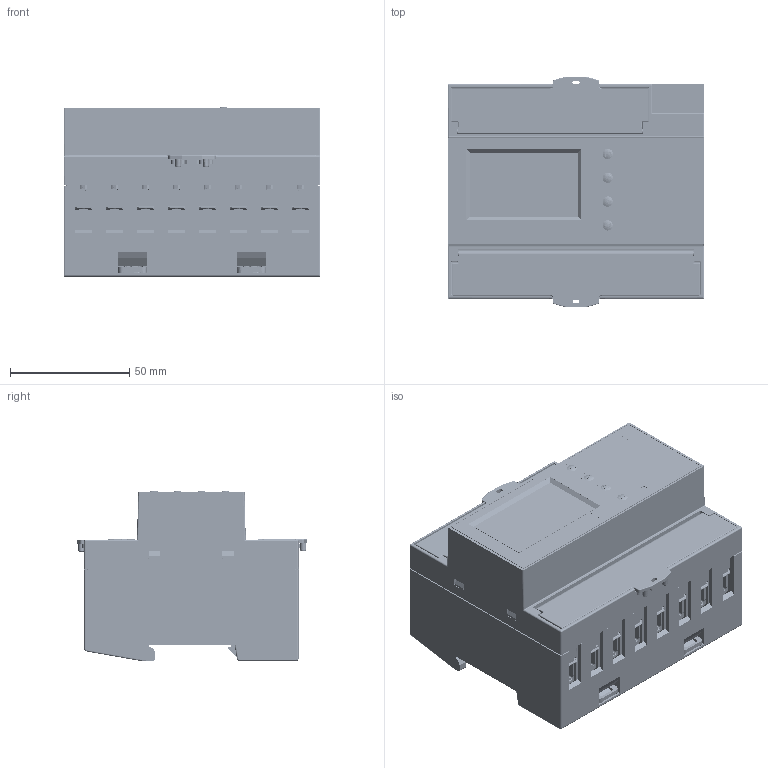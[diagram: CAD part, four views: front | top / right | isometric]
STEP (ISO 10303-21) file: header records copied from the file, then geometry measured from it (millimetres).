
FILE_DESCRIPTION(('STEP AP214'),'1');
FILE_NAME('cctmp_5532BC94-B1E7-4882-8E20-46008B5B6D00_2023_07_22_12_10_20_0067..stp','2023-07-22T10:10:26',('SIEMENS A&D'),('CADClick - www.CADClick.com'),'Spatial InterOp 3D postprocessed',' ','unknown authorization');
FILE_SCHEMA(('AUTOMOTIVE_DESIGN'));
Length unit declared in the file: millimetre
Products named in the file (4): cc_unnamed; 2023_07_22_12_10_19_0812; 2023_07_22_12_10_19_0808; 2023_07_22_12_10_19_0804
Assembly tree (3 placements, depth 2):
  cc_unnamed
    2023_07_22_12_10_19_0812
    2023_07_22_12_10_19_0808
    2023_07_22_12_10_19_0804
Bounding box: 107.8 x 96.9 x 71.33 mm (x, y, z)
Volume: 218202.6 mm3; surface area: 137035.3 mm2
Topology: 3 solids, 44 shells, 7659 faces, 21281 edges, 13609 vertices
Faces by surface type: plane 4690, cylinder 1820, bspline 430, torus 313, cone 252, extrusion 93, sphere 61
Entity records: 285066 total; most frequent: CARTESIAN_POINT 67004, ORIENTED_EDGE 42408, DIRECTION 38773, EDGE_CURVE 21204, VECTOR 14569, LINE 14476, VERTEX_POINT 13609, AXIS2_PLACEMENT_3D 12102
